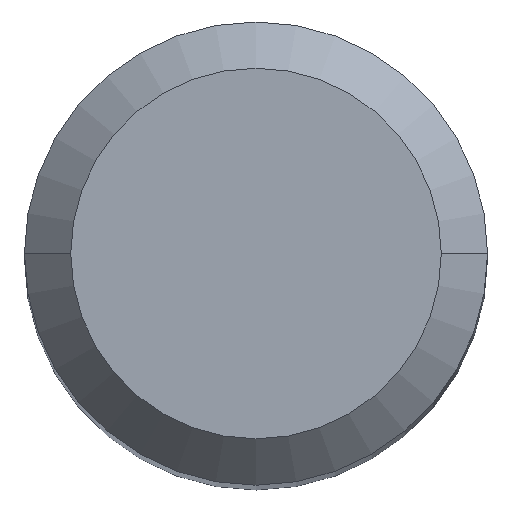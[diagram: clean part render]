
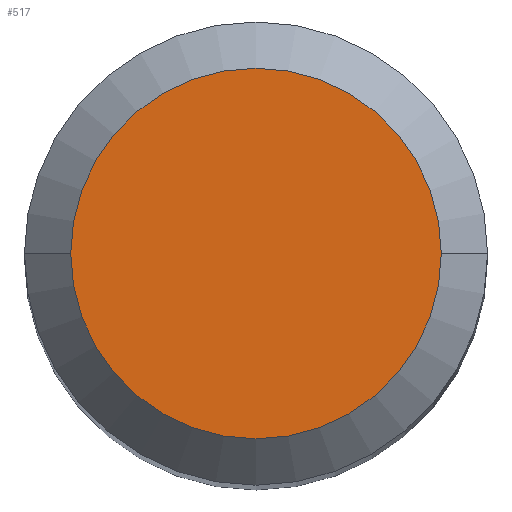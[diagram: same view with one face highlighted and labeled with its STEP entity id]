
A CAD part, top view. The second image highlights one B-rep face of the part: STEP entity #517.
In plain terms, the highlighted planar face has unit normal (0, 0, 1).
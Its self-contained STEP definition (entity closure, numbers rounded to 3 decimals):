
#160=CARTESIAN_POINT('',(0.,0.,36.));
#161=DIRECTION('',(0.,0.,1.));
#162=DIRECTION('',(-1.,0.,0.));
#163=AXIS2_PLACEMENT_3D('',#160,#161,#162);
#168=CARTESIAN_POINT('',(0.,0.,36.));
#169=DIRECTION('',(0.,0.,-1.));
#170=DIRECTION('',(-1.,0.,0.));
#171=AXIS2_PLACEMENT_3D('',#168,#169,#170);
#306=CARTESIAN_POINT('',(-2.4,0.,36.));
#307=VERTEX_POINT('',#306);
#316=CARTESIAN_POINT('',(2.4,0.,36.));
#317=VERTEX_POINT('',#316);
#508=CARTESIAN_POINT('',(0.,0.,36.));
#509=DIRECTION('',(0.,0.,-1.));
#510=DIRECTION('',(1.,0.,0.));
#511=AXIS2_PLACEMENT_3D('',#508,#509,#510);
#512=PLANE('',#511);
#513=ORIENTED_EDGE('',*,*,#473,.F.);
#514=ORIENTED_EDGE('',*,*,#496,.T.);
#515=EDGE_LOOP('',(#513,#514));
#516=FACE_OUTER_BOUND('',#515,.F.);
#517=ADVANCED_FACE('',(#516),#512,.F.);
#164=CIRCLE('',#163,2.4);
#172=CIRCLE('',#171,2.4);
#473=EDGE_CURVE('',#307,#317,#164,.T.);
#496=EDGE_CURVE('',#307,#317,#172,.T.);
